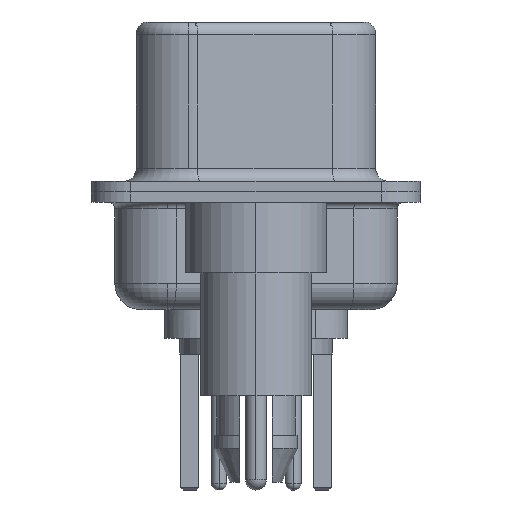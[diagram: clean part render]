
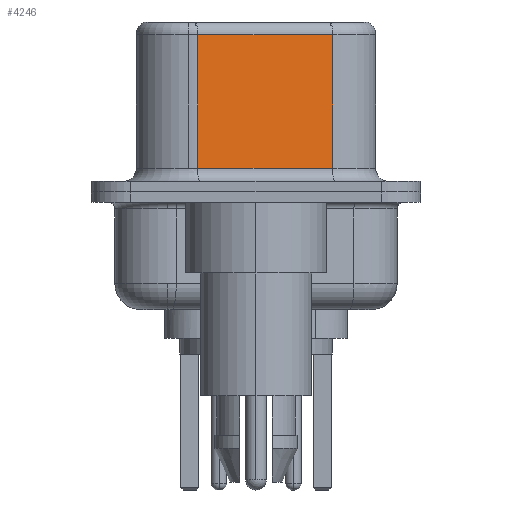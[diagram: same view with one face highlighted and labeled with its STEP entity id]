
A CAD part, left-side view. The second image highlights one B-rep face of the part: STEP entity #4246.
In plain terms, the highlighted planar face has unit normal (-0.985, -0.174, 0).
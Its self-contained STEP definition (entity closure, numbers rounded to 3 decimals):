
#22 = VERTEX_POINT ( 'NONE', #26521 ) ;
#59 = DIRECTION ( 'NONE',  ( 0., 0., -1. ) ) ;
#363 = VECTOR ( 'NONE', #2365, 1000. ) ;
#2239 = ORIENTED_EDGE ( 'NONE', *, *, #10576, .F. ) ;
#2365 = DIRECTION ( 'NONE',  ( -0.174, 0.985, 0. ) ) ;
#2809 = CARTESIAN_POINT ( 'NONE',  ( 4.58, -2.927, 0.9 ) ) ;
#2984 = VECTOR ( 'NONE', #59, 1000. ) ;
#4073 = AXIS2_PLACEMENT_3D ( 'NONE', #10275, #19827, #15598 ) ;
#4246 = ADVANCED_FACE ( 'NONE', ( #5264 ), #10155, .F. ) ;
#4310 = VECTOR ( 'NONE', #19090, 1000. ) ;
#4548 = CARTESIAN_POINT ( 'NONE',  ( 4.58, -2.927, 6.52 ) ) ;
#4910 = DIRECTION ( 'NONE',  ( 0.174, -0.985, 0. ) ) ;
#5007 = VERTEX_POINT ( 'NONE', #11546 ) ;
#5264 = FACE_OUTER_BOUND ( 'NONE', #10318, .T. ) ;
#5925 = LINE ( 'NONE', #10640, #363 ) ;
#8404 = LINE ( 'NONE', #2809, #18811 ) ;
#10155 = PLANE ( 'NONE',  #4073 ) ;
#10275 = CARTESIAN_POINT ( 'NONE',  ( 4.58, -2.927, 6.52 ) ) ;
#10318 = EDGE_LOOP ( 'NONE', ( #2239, #19114, #22219, #12469 ) ) ;
#10576 = EDGE_CURVE ( 'NONE', #15053, #5007, #14728, .T. ) ;
#10640 = CARTESIAN_POINT ( 'NONE',  ( 4.58, -2.927, 6.02 ) ) ;
#11123 = EDGE_CURVE ( 'NONE', #22, #25375, #20183, .T. ) ;
#11546 = CARTESIAN_POINT ( 'NONE',  ( 4.58, -2.927, 0.9 ) ) ;
#12469 = ORIENTED_EDGE ( 'NONE', *, *, #23949, .T. ) ;
#14728 = LINE ( 'NONE', #4548, #4310 ) ;
#15053 = VERTEX_POINT ( 'NONE', #15661 ) ;
#15598 = DIRECTION ( 'NONE',  ( -0.174, 0.985, 0. ) ) ;
#15661 = CARTESIAN_POINT ( 'NONE',  ( 4.58, -2.927, 6.02 ) ) ;
#16223 = CARTESIAN_POINT ( 'NONE',  ( 3.67, 2.233, 0.9 ) ) ;
#16649 = CARTESIAN_POINT ( 'NONE',  ( 3.67, 2.233, 6.52 ) ) ;
#18811 = VECTOR ( 'NONE', #4910, 1000. ) ;
#19090 = DIRECTION ( 'NONE',  ( 0., 0., -1. ) ) ;
#19114 = ORIENTED_EDGE ( 'NONE', *, *, #21427, .T. ) ;
#19827 = DIRECTION ( 'NONE',  ( 0.985, 0.174, 0. ) ) ;
#20183 = LINE ( 'NONE', #16649, #2984 ) ;
#21427 = EDGE_CURVE ( 'NONE', #15053, #22, #5925, .T. ) ;
#22219 = ORIENTED_EDGE ( 'NONE', *, *, #11123, .T. ) ;
#23949 = EDGE_CURVE ( 'NONE', #25375, #5007, #8404, .T. ) ;
#25375 = VERTEX_POINT ( 'NONE', #16223 ) ;
#26521 = CARTESIAN_POINT ( 'NONE',  ( 3.67, 2.233, 6.02 ) ) ;
